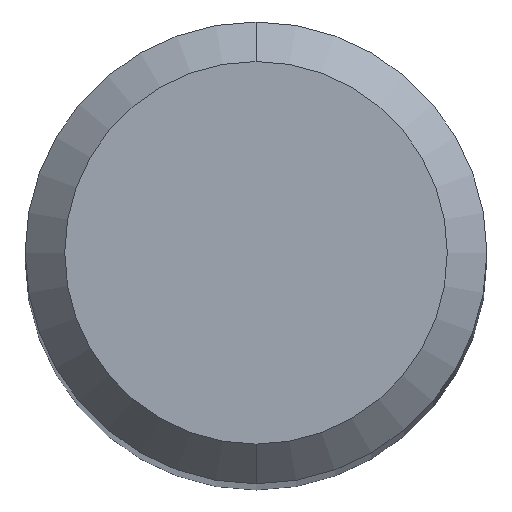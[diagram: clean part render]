
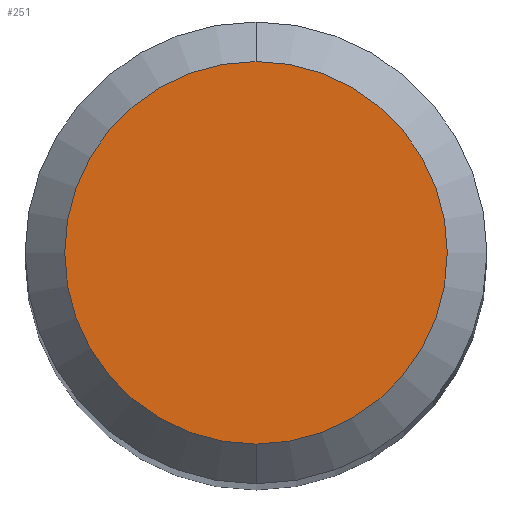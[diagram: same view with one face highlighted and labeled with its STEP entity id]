
A CAD part, top view. The second image highlights one B-rep face of the part: STEP entity #251.
In plain terms, the highlighted planar face has unit normal (0, 0, 1).
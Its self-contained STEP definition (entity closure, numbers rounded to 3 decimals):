
#139=VERTEX_POINT('',#370);
#179=EDGE_CURVE('',#139,#187,#415,.T.);
#187=VERTEX_POINT('',#425);
#251=ADVANCED_FACE('',(#498),#499,.T.);
#321=EDGE_CURVE('',#187,#139,#578,.T.);
#370=CARTESIAN_POINT('',(0.,-1.45,0.0));
#415=CIRCLE('',#680,1.45);
#425=CARTESIAN_POINT('',(0.0,1.45,0.0));
#498=FACE_OUTER_BOUND('',#783,.T.);
#499=PLANE('',#784);
#578=CIRCLE('',#885,1.45);
#680=AXIS2_PLACEMENT_3D('',#987,#988,#989);
#783=EDGE_LOOP('',(#1093,#1094));
#784=AXIS2_PLACEMENT_3D('',#1095,#1096,#1097);
#885=AXIS2_PLACEMENT_3D('',#1207,#1208,#1209);
#987=CARTESIAN_POINT('',(0.0,0.0,0.0));
#988=DIRECTION('',(0.0,0.0,-1.0));
#989=DIRECTION('',(0.0,1.0,0.0));
#1093=ORIENTED_EDGE('',*,*,#321,.F.);
#1094=ORIENTED_EDGE('',*,*,#179,.F.);
#1095=CARTESIAN_POINT('',(0.0,0.725,0.0));
#1096=DIRECTION('',(-0.0,0.0,1.0));
#1097=DIRECTION('',(0.0,-1.0,0.0));
#1207=CARTESIAN_POINT('',(0.0,0.0,0.0));
#1208=DIRECTION('',(0.0,0.0,-1.0));
#1209=DIRECTION('',(0.0,1.0,0.0));
